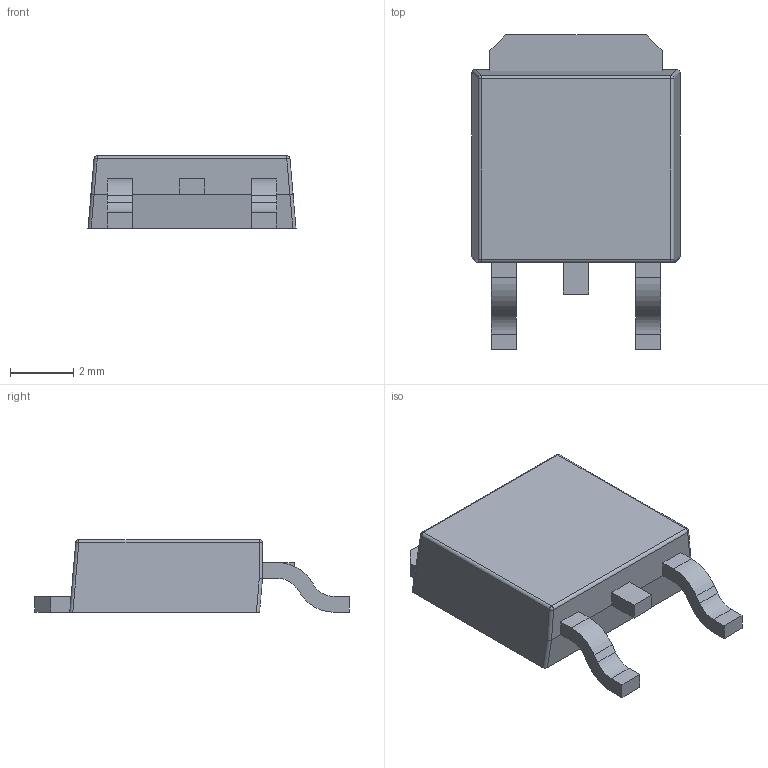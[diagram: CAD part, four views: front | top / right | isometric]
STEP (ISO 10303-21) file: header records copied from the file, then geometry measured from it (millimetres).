
FILE_DESCRIPTION(/* description */ (''),/* implementation_level */ '2;1');
FILE_NAME(/* name */ 'TO252-2.step',/* time_stamp */ '2019-09-24T17:08:03-05:00',/* author */ (''),/* organization */ (''),/* preprocessor_version */ 'ST-DEVELOPER v18',/* originating_system */ 'Autodesk Translation Framework v8.6.0.1094',/* authorisation */ '');
FILE_SCHEMA (('AUTOMOTIVE_DESIGN { 1 0 10303 214 3 1 1 }'));
Length unit declared in the file: millimetre
Products named in the file (6): TO252-2; TO252-21; TO252-22; TO252-23; TO252-24; TO252-25
Assembly tree (5 placements, depth 2):
  TO252-2
    TO252-21
    TO252-22
    TO252-23
    TO252-24
    TO252-25
Bounding box: 6.58 x 9.94 x 2.29 mm (x, y, z)
Volume: 93.1 mm3; surface area: 214.8 mm2
Topology: 5 solids, 5 shells, 83 faces, 209 edges, 132 vertices
Faces by surface type: plane 61, cylinder 18, bspline 2, sphere 2
Entity records: 2661 total; most frequent: CARTESIAN_POINT 465, DIRECTION 423, ORIENTED_EDGE 410, EDGE_CURVE 205, LINE 171, VECTOR 171, VERTEX_POINT 132, AXIS2_PLACEMENT_3D 126
